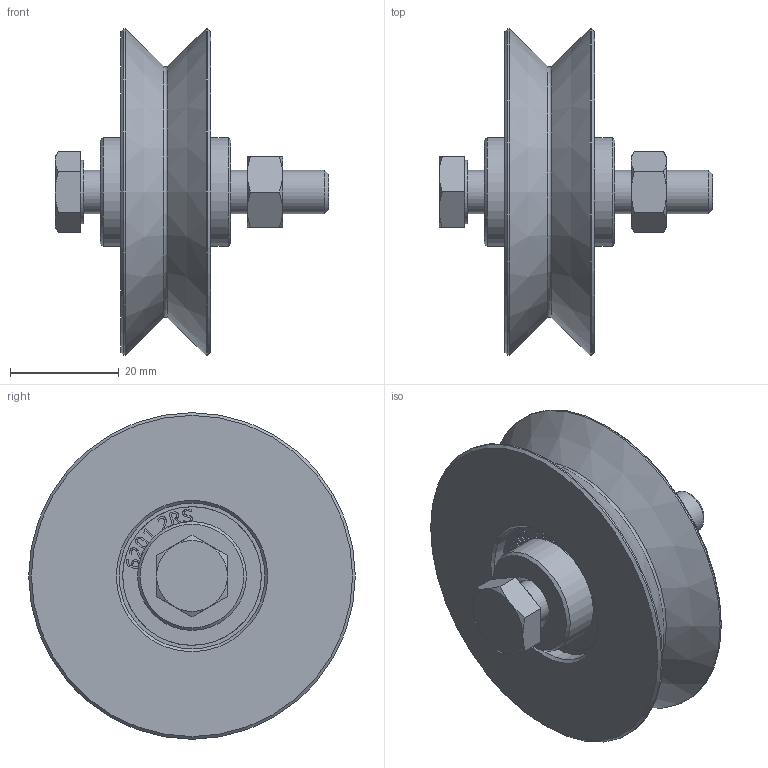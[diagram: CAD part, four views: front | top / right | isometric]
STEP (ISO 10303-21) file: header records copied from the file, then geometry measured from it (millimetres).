
FILE_DESCRIPTION(/* description */ ('300V-60 ZINCATA - RUOTA '),/* implementation_level */ '2;1');
FILE_NAME(/* name */ '11501010 001.stp',/* time_stamp */ '2023-03-08T08:11:46+01:00',/* author */ ('gcocco'),/* organization */ (''),/* preprocessor_version */ 'ST-DEVELOPER v17.2',/* originating_system */ 'Autodesk Inventor 2019',/* authorisation */ '');
FILE_SCHEMA (('AUTOMOTIVE_DESIGN { 1 0 10303 214 3 1 1 }'));
Length unit declared in the file: millimetre
Products named in the file (9): 11501010  001; 33311001  001; 23311001  001; 74101019; 74101019 ; 74101032 GUARNIZIONE 2RS; 23002151  001; 71103037  001; 71200708  001
Assembly tree (10 placements, depth 4):
  11501010  001
    33311001  001
      23311001  001
      74101019
        74101019 
        74101032 GUARNIZIONE 2RS  x2
    23002151  001  x2
    71103037  001
    71200708  001
Bounding box: 50.3 x 60 x 60 mm (x, y, z)
Volume: 37556 mm3; surface area: 21083.5 mm2
Topology: 20 solids, 20 shells, 408 faces, 1127 edges, 765 vertices
Faces by surface type: bspline 154, plane 136, cone 40, torus 35, cylinder 32, sphere 11
Full cylindrical faces by diameter (mm): 6.647 x5, 8 x1, 8.1 x2, 8.2 x4, 11.63 x1, 11.9 x2, 12 x1, 18.52 x4, 20 x2, 25.48 x4, 26.8 x1, 32 x2, 36 x1, 60 x2
Entity records: 9583 total; most frequent: CARTESIAN_POINT 2618, ORIENTED_EDGE 1472, DIRECTION 1256, EDGE_CURVE 736, VERTEX_POINT 547, AXIS2_PLACEMENT_3D 495, EDGE_LOOP 313, CIRCLE 290
